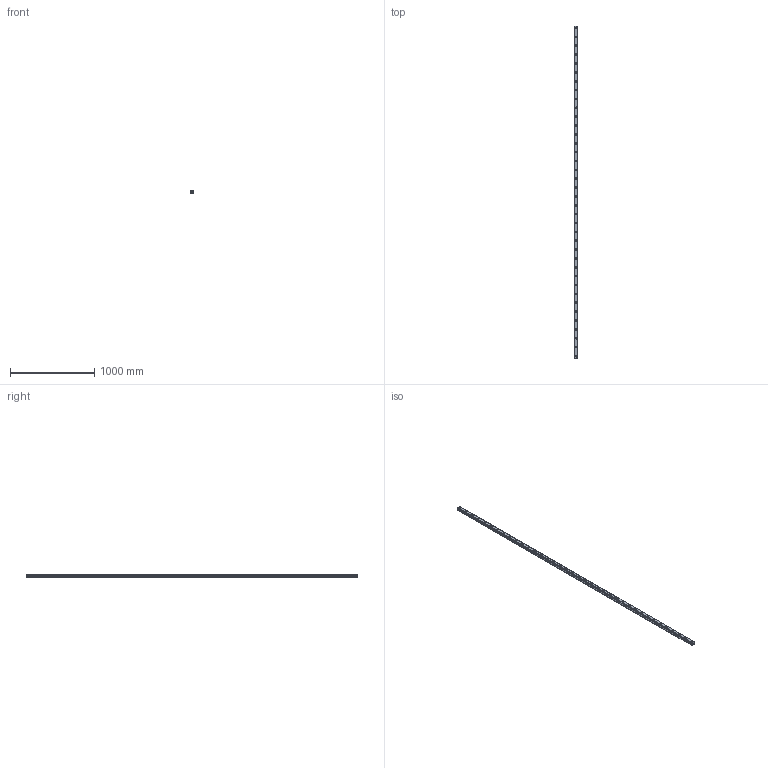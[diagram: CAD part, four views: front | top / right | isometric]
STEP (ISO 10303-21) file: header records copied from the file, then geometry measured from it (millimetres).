
FILE_DESCRIPTION(('STEP AP214'),'1');
FILE_NAME('cctmp_4258968E-F1E2-4112-B736-A647BE288D5F_2020_10_29_9_54_3_124..stp','2020-10-29T08:54:03',('HIWIN GmbH'),('CADClick - www.CADClick.com'),'Spatial InterOp 3D',' ','unknown authorization');
FILE_SCHEMA(('AUTOMOTIVE_DESIGN'));
Length unit declared in the file: millimetre
Products named in the file (1): HGR45R3935H_FILE
Bounding box: 45 x 3935 x 38 mm (x, y, z)
Volume: 5289126.2 mm3; surface area: 763409.9 mm2
Topology: 1 solids, 1 shells, 439 faces, 957 edges, 638 vertices
Faces by surface type: cylinder 232, plane 207
Entity records: 15731 total; most frequent: DIRECTION 2301, CARTESIAN_POINT 2035, ORIENTED_EDGE 1914, EDGE_CURVE 957, AXIS2_PLACEMENT_3D 904, VERTEX_POINT 638, EDGE_LOOP 557, LINE 493
